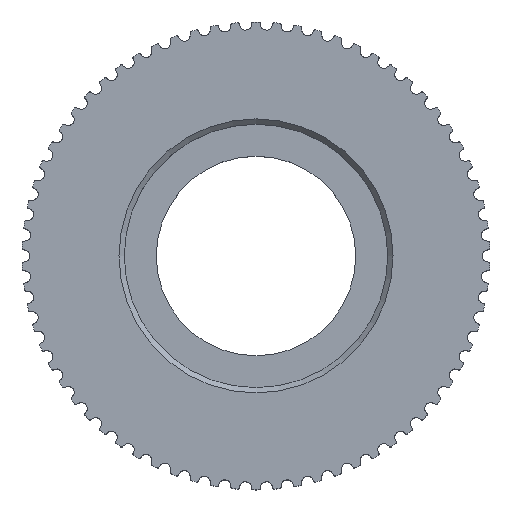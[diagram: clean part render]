
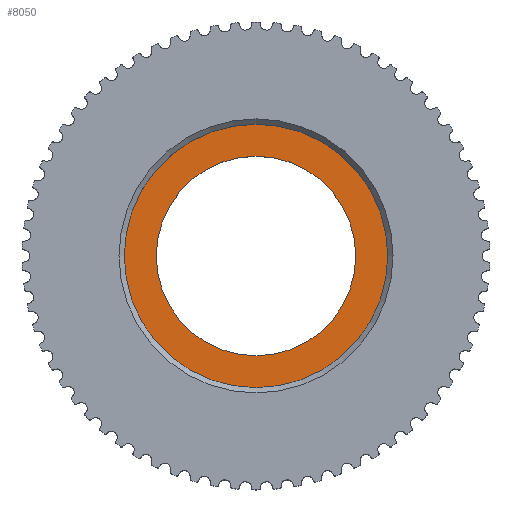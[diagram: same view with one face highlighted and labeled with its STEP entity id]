
A CAD part, top view. The second image highlights one B-rep face of the part: STEP entity #8050.
In plain terms, the highlighted planar face has unit normal (0, 0, 1).
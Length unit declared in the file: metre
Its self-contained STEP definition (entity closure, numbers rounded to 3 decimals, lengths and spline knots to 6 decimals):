
#15=PLANE('',#9333);
#3380=ORIENTED_EDGE('',*,*,#4650,.F.);
#3381=ORIENTED_EDGE('',*,*,#4649,.T.);
#4649=EDGE_CURVE('',#5494,#5494,#6339,.T.);
#4650=EDGE_CURVE('',#5495,#5495,#6340,.T.);
#5494=VERTEX_POINT('',#14832);
#5495=VERTEX_POINT('',#14835);
#6339=CIRCLE('',#9332,0.01255);
#6340=CIRCLE('',#9334,0.0095);
#6767=EDGE_LOOP('',(#3380));
#6768=EDGE_LOOP('',(#3381));
#7199=FACE_BOUND('',#6767,.T.);
#7200=FACE_BOUND('',#6768,.T.);
#8050=ADVANCED_FACE('',(#7199,#7200),#15,.T.);
#9332=AXIS2_PLACEMENT_3D('',#14831,#12291,#12292);
#9333=AXIS2_PLACEMENT_3D('',#14833,#12293,#12294);
#9334=AXIS2_PLACEMENT_3D('',#14834,#12295,#12296);
#12291=DIRECTION('',(0.,0.,1.));
#12292=DIRECTION('',(1.,0.,0.));
#12293=DIRECTION('',(0.,0.,1.));
#12294=DIRECTION('',(1.,0.,0.));
#12295=DIRECTION('',(0.,0.,1.));
#12296=DIRECTION('',(1.,0.,0.));
#14831=CARTESIAN_POINT('',(0.,0.,0.003));
#14832=CARTESIAN_POINT('',(0.01255,0.,0.003));
#14833=CARTESIAN_POINT('',(0.,0.,0.003));
#14834=CARTESIAN_POINT('',(0.,0.,0.003));
#14835=CARTESIAN_POINT('',(0.0095,0.,0.003));
